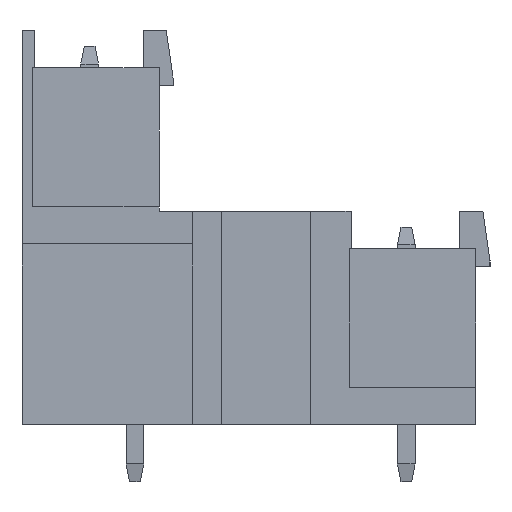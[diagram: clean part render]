
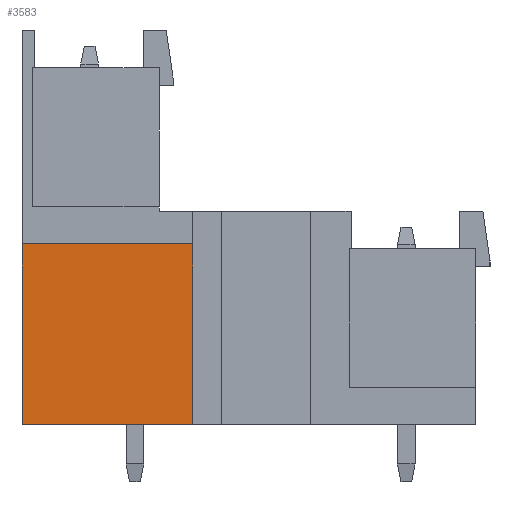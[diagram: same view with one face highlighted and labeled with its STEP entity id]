
A CAD part, left-side view. The second image highlights one B-rep face of the part: STEP entity #3583.
In plain terms, the highlighted planar face has unit normal (-1, 0, 0).
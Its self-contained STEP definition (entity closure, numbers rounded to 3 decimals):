
#3570=AXIS2_PLACEMENT_3D('Plane Axis2P3D',#3567,#3568,#3569) ;
#2511=CARTESIAN_POINT('Vertex',(2.,26.28,3.2)) ;
#2514=CARTESIAN_POINT('Line Origine',(2.,26.28,8.28)) ;
#2518=CARTESIAN_POINT('Vertex',(2.,26.28,13.36)) ;
#2627=CARTESIAN_POINT('Vertex',(2.,16.7,3.2)) ;
#2630=CARTESIAN_POINT('Line Origine',(2.,21.49,3.2)) ;
#3550=CARTESIAN_POINT('Vertex',(2.,16.7,13.36)) ;
#3553=CARTESIAN_POINT('Line Origine',(2.,16.7,8.28)) ;
#3567=CARTESIAN_POINT('Axis2P3D Location',(2.,0.,13.36)) ;
#3572=CARTESIAN_POINT('Line Origine',(2.,21.49,13.36)) ;
#2515=DIRECTION('Vector Direction',(0.,0.,-1.)) ;
#2631=DIRECTION('Vector Direction',(0.,1.,0.)) ;
#3554=DIRECTION('Vector Direction',(0.,0.,1.)) ;
#3568=DIRECTION('Axis2P3D Direction',(1.,-0.,0.)) ;
#3569=DIRECTION('Axis2P3D XDirection',(0.,0.,-1.)) ;
#3573=DIRECTION('Vector Direction',(0.,1.,0.)) ;
#2516=VECTOR('Line Direction',#2515,1.) ;
#2632=VECTOR('Line Direction',#2631,1.) ;
#3555=VECTOR('Line Direction',#3554,1.) ;
#3574=VECTOR('Line Direction',#3573,1.) ;
#3578=ORIENTED_EDGE('',*,*,#3557,.T.) ;
#3579=ORIENTED_EDGE('',*,*,#3576,.T.) ;
#3580=ORIENTED_EDGE('',*,*,#2520,.T.) ;
#3581=ORIENTED_EDGE('',*,*,#2634,.F.) ;
#3583=ADVANCED_FACE('Housing',(#3582),#3571,.F.) ;
#2520=EDGE_CURVE('',#2519,#2512,#2517,.T.) ;
#2634=EDGE_CURVE('',#2628,#2512,#2633,.T.) ;
#3557=EDGE_CURVE('',#2628,#3551,#3556,.T.) ;
#3576=EDGE_CURVE('',#3551,#2519,#3575,.T.) ;
#3577=EDGE_LOOP('',(#3578,#3579,#3580,#3581)) ;
#3582=FACE_OUTER_BOUND('',#3577,.T.) ;
#2517=LINE('Line',#2514,#2516) ;
#2633=LINE('Line',#2630,#2632) ;
#3556=LINE('Line',#3553,#3555) ;
#3575=LINE('Line',#3572,#3574) ;
#3571=PLANE('',#3570) ;
#2512=VERTEX_POINT('',#2511) ;
#2519=VERTEX_POINT('',#2518) ;
#2628=VERTEX_POINT('',#2627) ;
#3551=VERTEX_POINT('',#3550) ;
